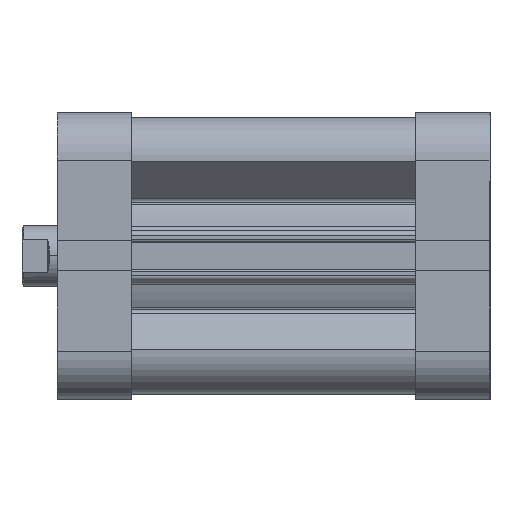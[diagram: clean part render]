
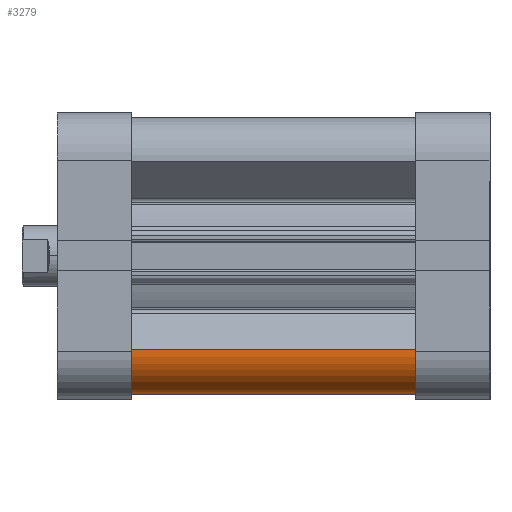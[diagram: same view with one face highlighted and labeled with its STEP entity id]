
A CAD part, top view. The second image highlights one B-rep face of the part: STEP entity #3279.
In plain terms, the highlighted cylindrical face has radius 8.5 mm (diameter 17 mm), a partial arc.
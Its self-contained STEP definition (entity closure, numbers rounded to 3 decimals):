
#22 = EDGE_CURVE ( 'NONE', #3532, #3458, #2395, .T. ) ;
#677 = CARTESIAN_POINT ( 'NONE',  ( 19., -19., 0. ) ) ;
#686 = DIRECTION ( 'NONE',  ( 0., 0., 1. ) ) ;
#687 = DIRECTION ( 'NONE',  ( -1., 0., 0. ) ) ;
#958 = CARTESIAN_POINT ( 'NONE',  ( 19., -19., 56.5 ) ) ;
#967 = DIRECTION ( 'NONE',  ( 0., 0., 1. ) ) ;
#968 = DIRECTION ( 'NONE',  ( -1., 0., 0. ) ) ;
#1284 = CIRCLE ( 'NONE', #5191, 8.5 ) ;
#1451 = CIRCLE ( 'NONE', #5253, 8.5 ) ;
#2211 = ORIENTED_EDGE ( 'NONE', *, *, #3353, .T. ) ;
#2212 = ORIENTED_EDGE ( 'NONE', *, *, #9188, .F. ) ;
#2213 = ORIENTED_EDGE ( 'NONE', *, *, #22, .F. ) ;
#2214 = ORIENTED_EDGE ( 'NONE', *, *, #9073, .T. ) ;
#2395 = LINE ( 'NONE', #5334, #2396 ) ;
#2396 = VECTOR ( 'NONE', #5335, 1000. ) ;
#3279 = ADVANCED_FACE ( 'NONE', ( #6659 ), #6661, .T. ) ;
#3353 = EDGE_CURVE ( 'NONE', #3536, #3461, #6789, .T. ) ;
#3458 = VERTEX_POINT ( 'NONE', #8039 ) ;
#3461 = VERTEX_POINT ( 'NONE', #8042 ) ;
#3532 = VERTEX_POINT ( 'NONE', #8113 ) ;
#3536 = VERTEX_POINT ( 'NONE', #8117 ) ;
#5006 = AXIS2_PLACEMENT_3D ( 'NONE', #7760, #7759, #7758 ) ;
#5191 = AXIS2_PLACEMENT_3D ( 'NONE', #677, #686, #687 ) ;
#5253 = AXIS2_PLACEMENT_3D ( 'NONE', #958, #967, #968 ) ;
#5334 = CARTESIAN_POINT ( 'NONE',  ( 27.493, -18.654, 56.5 ) ) ;
#5335 = DIRECTION ( 'NONE',  ( 0., 0., -1. ) ) ;
#6659 = FACE_OUTER_BOUND ( 'NONE', #9308, .T. ) ;
#6661 = CYLINDRICAL_SURFACE ( 'NONE', #5006, 8.5 ) ;
#6789 = LINE ( 'NONE', #7930, #6803 ) ;
#6803 = VECTOR ( 'NONE', #7937, 1000. ) ;
#7758 = DIRECTION ( 'NONE',  ( -1., 0., 0. ) ) ;
#7759 = DIRECTION ( 'NONE',  ( 0., 0., -1. ) ) ;
#7760 = CARTESIAN_POINT ( 'NONE',  ( 19., -19., 56.5 ) ) ;
#7930 = CARTESIAN_POINT ( 'NONE',  ( 18.654, -27.493, 56.5 ) ) ;
#7937 = DIRECTION ( 'NONE',  ( 0., 0., -1. ) ) ;
#8039 = CARTESIAN_POINT ( 'NONE',  ( 27.493, -18.654, 0. ) ) ;
#8042 = CARTESIAN_POINT ( 'NONE',  ( 18.654, -27.493, 0. ) ) ;
#8113 = CARTESIAN_POINT ( 'NONE',  ( 27.493, -18.654, 56.5 ) ) ;
#8117 = CARTESIAN_POINT ( 'NONE',  ( 18.654, -27.493, 56.5 ) ) ;
#9073 = EDGE_CURVE ( 'NONE', #3461, #3458, #1284, .T. ) ;
#9188 = EDGE_CURVE ( 'NONE', #3536, #3532, #1451, .T. ) ;
#9308 = EDGE_LOOP ( 'NONE', ( #2214, #2213, #2212, #2211 ) ) ;
